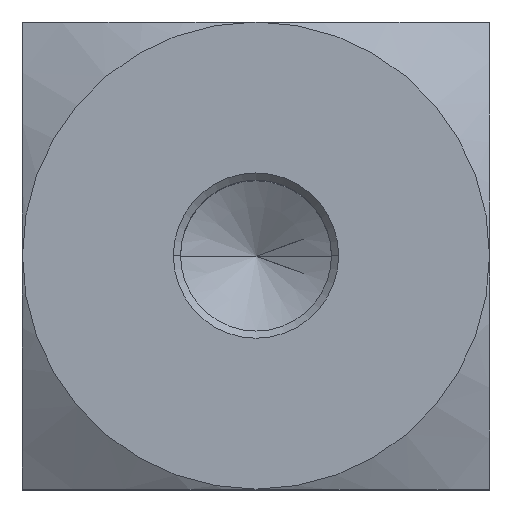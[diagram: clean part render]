
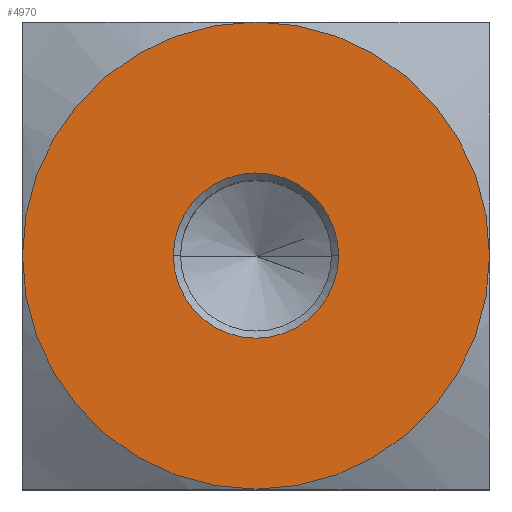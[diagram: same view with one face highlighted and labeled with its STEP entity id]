
A CAD part, top view. The second image highlights one B-rep face of the part: STEP entity #4970.
In plain terms, the highlighted planar face has unit normal (0, 0, 1).
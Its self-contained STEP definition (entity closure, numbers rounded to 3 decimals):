
#2017 = CARTESIAN_POINT ( 'NONE',  ( -6.5, -6.5, 13.35 ) ) ;
#2018 = FACE_OUTER_BOUND ( 'NONE', #3105, .T. ) ;
#2022 = FACE_BOUND ( 'NONE', #3070, .T. ) ;
#2023 = PLANE ( 'NONE',  #3516 ) ;
#2025 = DIRECTION ( 'NONE',  ( 0., 0., 1. ) ) ;
#2026 = DIRECTION ( 'NONE',  ( 1., 0., 0. ) ) ;
#2138 = CARTESIAN_POINT ( 'NONE',  ( 0., 0., 13.35 ) ) ;
#2139 = DIRECTION ( 'NONE',  ( 0., 0., -1. ) ) ;
#2140 = DIRECTION ( 'NONE',  ( 1., 0., 0. ) ) ;
#2526 = CARTESIAN_POINT ( 'NONE',  ( 0., 0., 13.35 ) ) ;
#2527 = DIRECTION ( 'NONE',  ( 0., 0., 1. ) ) ;
#2528 = DIRECTION ( 'NONE',  ( 1., 0., 0. ) ) ;
#2529 = CARTESIAN_POINT ( 'NONE',  ( 0., 0., 13.35 ) ) ;
#2530 = DIRECTION ( 'NONE',  ( 0., 0., 1. ) ) ;
#2531 = DIRECTION ( 'NONE',  ( 1., 0., 0. ) ) ;
#2533 = CARTESIAN_POINT ( 'NONE',  ( 0., 0., 13.35 ) ) ;
#2534 = DIRECTION ( 'NONE',  ( 0., 0., -1. ) ) ;
#2535 = DIRECTION ( 'NONE',  ( -1., 0., 0. ) ) ;
#2537 = CARTESIAN_POINT ( 'NONE',  ( 0., 0., 13.35 ) ) ;
#2538 = DIRECTION ( 'NONE',  ( 0., 0., 1. ) ) ;
#2539 = DIRECTION ( 'NONE',  ( 1., 0., 0. ) ) ;
#2542 = CARTESIAN_POINT ( 'NONE',  ( 0., 0., 13.35 ) ) ;
#2543 = DIRECTION ( 'NONE',  ( 0., 0., -1. ) ) ;
#2544 = DIRECTION ( 'NONE',  ( 1., 0., 0. ) ) ;
#2635 = CARTESIAN_POINT ( 'NONE',  ( 0., 6.5, 13.35 ) ) ;
#2637 = CARTESIAN_POINT ( 'NONE',  ( 6.5, 0., 13.35 ) ) ;
#2638 = CARTESIAN_POINT ( 'NONE',  ( 0., -6.5, 13.35 ) ) ;
#2640 = CARTESIAN_POINT ( 'NONE',  ( -6.5, 0., 13.35 ) ) ;
#2719 = CARTESIAN_POINT ( 'NONE',  ( 2.3, 0., 13.35 ) ) ;
#2720 = CARTESIAN_POINT ( 'NONE',  ( -2.3, 0., 13.35 ) ) ;
#3070 = EDGE_LOOP ( 'NONE', ( #3298, #3299 ) ) ;
#3105 = EDGE_LOOP ( 'NONE', ( #3300, #3301, #3302, #3303 ) ) ;
#3298 = ORIENTED_EDGE ( 'NONE', *, *, #4994, .T. ) ;
#3299 = ORIENTED_EDGE ( 'NONE', *, *, #4942, .T. ) ;
#3300 = ORIENTED_EDGE ( 'NONE', *, *, #4938, .T. ) ;
#3301 = ORIENTED_EDGE ( 'NONE', *, *, #4941, .T. ) ;
#3302 = ORIENTED_EDGE ( 'NONE', *, *, #4940, .F. ) ;
#3303 = ORIENTED_EDGE ( 'NONE', *, *, #4939, .T. ) ;
#3516 = AXIS2_PLACEMENT_3D ( 'NONE', #2017, #2025, #2026 ) ;
#3543 = CIRCLE ( 'NONE', #3545, 2.3 ) ;
#3545 = AXIS2_PLACEMENT_3D ( 'NONE', #2138, #2139, #2140 ) ;
#4938 = EDGE_CURVE ( 'NONE', #6371, #6370, #5880, .T. ) ;
#4939 = EDGE_CURVE ( 'NONE', #6373, #6371, #5879, .T. ) ;
#4940 = EDGE_CURVE ( 'NONE', #6373, #6368, #5883, .T. ) ;
#4941 = EDGE_CURVE ( 'NONE', #6370, #6368, #5885, .T. ) ;
#4942 = EDGE_CURVE ( 'NONE', #6453, #6452, #5887, .T. ) ;
#4970 = ADVANCED_FACE ( 'NONE', ( #2022, #2018 ), #2023, .T. ) ;
#4994 = EDGE_CURVE ( 'NONE', #6452, #6453, #3543, .T. ) ;
#5879 = CIRCLE ( 'NONE', #5884, 6.5 ) ;
#5880 = CIRCLE ( 'NONE', #5881, 6.5 ) ;
#5881 = AXIS2_PLACEMENT_3D ( 'NONE', #2526, #2527, #2528 ) ;
#5883 = CIRCLE ( 'NONE', #5886, 6.5 ) ;
#5884 = AXIS2_PLACEMENT_3D ( 'NONE', #2529, #2530, #2531 ) ;
#5885 = CIRCLE ( 'NONE', #5888, 6.5 ) ;
#5886 = AXIS2_PLACEMENT_3D ( 'NONE', #2533, #2534, #2535 ) ;
#5887 = CIRCLE ( 'NONE', #5890, 2.3 ) ;
#5888 = AXIS2_PLACEMENT_3D ( 'NONE', #2537, #2538, #2539 ) ;
#5890 = AXIS2_PLACEMENT_3D ( 'NONE', #2542, #2543, #2544 ) ;
#6368 = VERTEX_POINT ( 'NONE', #2635 ) ;
#6370 = VERTEX_POINT ( 'NONE', #2637 ) ;
#6371 = VERTEX_POINT ( 'NONE', #2638 ) ;
#6373 = VERTEX_POINT ( 'NONE', #2640 ) ;
#6452 = VERTEX_POINT ( 'NONE', #2719 ) ;
#6453 = VERTEX_POINT ( 'NONE', #2720 ) ;
